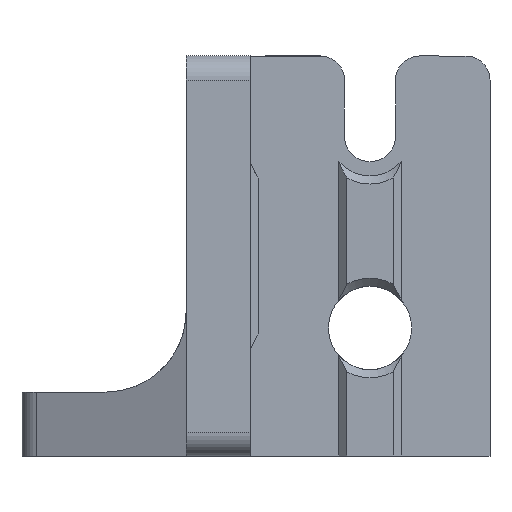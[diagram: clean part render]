
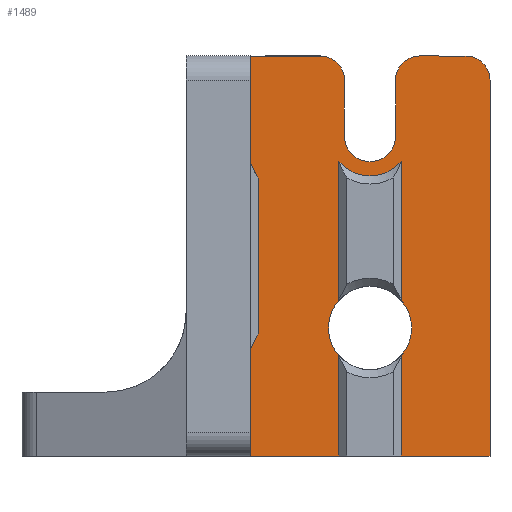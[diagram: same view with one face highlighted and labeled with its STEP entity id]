
A CAD part, front view. The second image highlights one B-rep face of the part: STEP entity #1489.
In plain terms, the highlighted planar face has unit normal (0, -1, 0).
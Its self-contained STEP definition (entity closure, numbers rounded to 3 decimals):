
#93=FACE_OUTER_BOUND('',#178,.T.);
#178=EDGE_LOOP('',(#1050,#1051,#1052,#1053,#1054,#1055,#1056,#1057,#1058,
#1059,#1060,#1061,#1062,#1063,#1064,#1065,#1066,#1067,#1068,#1069));
#274=CIRCLE('',#1607,5.2);
#275=CIRCLE('',#1608,5.);
#276=CIRCLE('',#1609,5.2);
#277=CIRCLE('',#1610,5.2);
#278=CIRCLE('',#1611,3.);
#279=CIRCLE('',#1612,3.);
#280=CIRCLE('',#1613,3.2);
#281=CIRCLE('',#1614,3.);
#340=LINE('',#2219,#471);
#344=LINE('',#2227,#475);
#362=LINE('',#2299,#493);
#364=LINE('',#2312,#495);
#366=LINE('',#2334,#497);
#367=LINE('',#2339,#498);
#368=LINE('',#2341,#499);
#369=LINE('',#2345,#500);
#370=LINE('',#2349,#501);
#371=LINE('',#2353,#502);
#372=LINE('',#2357,#503);
#373=LINE('',#2358,#504);
#471=VECTOR('',#1766,10.);
#475=VECTOR('',#1770,10.);
#493=VECTOR('',#1820,10.);
#495=VECTOR('',#1824,10.);
#497=VECTOR('',#1836,10.);
#498=VECTOR('',#1843,10.);
#499=VECTOR('',#1844,10.);
#500=VECTOR('',#1847,10.);
#501=VECTOR('',#1850,10.);
#502=VECTOR('',#1853,10.);
#503=VECTOR('',#1856,10.);
#504=VECTOR('',#1857,10.);
#603=VERTEX_POINT('',#2216);
#604=VERTEX_POINT('',#2218);
#607=VERTEX_POINT('',#2224);
#608=VERTEX_POINT('',#2226);
#640=VERTEX_POINT('',#2295);
#643=VERTEX_POINT('',#2307);
#644=VERTEX_POINT('',#2311);
#647=VERTEX_POINT('',#2320);
#649=VERTEX_POINT('',#2331);
#650=VERTEX_POINT('',#2333);
#651=VERTEX_POINT('',#2336);
#652=VERTEX_POINT('',#2340);
#653=VERTEX_POINT('',#2342);
#654=VERTEX_POINT('',#2344);
#655=VERTEX_POINT('',#2346);
#656=VERTEX_POINT('',#2348);
#657=VERTEX_POINT('',#2350);
#658=VERTEX_POINT('',#2352);
#659=VERTEX_POINT('',#2354);
#660=VERTEX_POINT('',#2356);
#758=EDGE_CURVE('',#604,#603,#340,.T.);
#762=EDGE_CURVE('',#608,#607,#344,.T.);
#796=EDGE_CURVE('',#607,#640,#362,.T.);
#800=EDGE_CURVE('',#644,#643,#364,.T.);
#807=EDGE_CURVE('',#649,#640,#274,.T.);
#808=EDGE_CURVE('',#649,#650,#366,.T.);
#809=EDGE_CURVE('',#650,#644,#275,.T.);
#810=EDGE_CURVE('',#651,#643,#276,.T.);
#811=EDGE_CURVE('',#647,#651,#277,.T.);
#812=EDGE_CURVE('',#647,#604,#367,.T.);
#813=EDGE_CURVE('',#603,#652,#368,.T.);
#814=EDGE_CURVE('',#653,#652,#278,.T.);
#815=EDGE_CURVE('',#654,#653,#369,.T.);
#816=EDGE_CURVE('',#655,#654,#279,.T.);
#817=EDGE_CURVE('',#656,#655,#370,.T.);
#818=EDGE_CURVE('',#657,#656,#280,.T.);
#819=EDGE_CURVE('',#658,#657,#371,.T.);
#820=EDGE_CURVE('',#658,#659,#281,.T.);
#821=EDGE_CURVE('',#660,#659,#372,.T.);
#822=EDGE_CURVE('',#608,#660,#373,.T.);
#1050=ORIENTED_EDGE('',*,*,#796,.T.);
#1051=ORIENTED_EDGE('',*,*,#807,.F.);
#1052=ORIENTED_EDGE('',*,*,#808,.T.);
#1053=ORIENTED_EDGE('',*,*,#809,.T.);
#1054=ORIENTED_EDGE('',*,*,#800,.T.);
#1055=ORIENTED_EDGE('',*,*,#810,.F.);
#1056=ORIENTED_EDGE('',*,*,#811,.F.);
#1057=ORIENTED_EDGE('',*,*,#812,.T.);
#1058=ORIENTED_EDGE('',*,*,#758,.T.);
#1059=ORIENTED_EDGE('',*,*,#813,.T.);
#1060=ORIENTED_EDGE('',*,*,#814,.F.);
#1061=ORIENTED_EDGE('',*,*,#815,.F.);
#1062=ORIENTED_EDGE('',*,*,#816,.F.);
#1063=ORIENTED_EDGE('',*,*,#817,.F.);
#1064=ORIENTED_EDGE('',*,*,#818,.F.);
#1065=ORIENTED_EDGE('',*,*,#819,.F.);
#1066=ORIENTED_EDGE('',*,*,#820,.T.);
#1067=ORIENTED_EDGE('',*,*,#821,.F.);
#1068=ORIENTED_EDGE('',*,*,#822,.F.);
#1069=ORIENTED_EDGE('',*,*,#762,.T.);
#1443=PLANE('',#1606);
#1489=ADVANCED_FACE('',(#93),#1443,.T.);
#1606=AXIS2_PLACEMENT_3D('',#2330,#1832,#1833);
#1607=AXIS2_PLACEMENT_3D('',#2332,#1834,#1835);
#1608=AXIS2_PLACEMENT_3D('',#2335,#1837,#1838);
#1609=AXIS2_PLACEMENT_3D('',#2337,#1839,#1840);
#1610=AXIS2_PLACEMENT_3D('',#2338,#1841,#1842);
#1611=AXIS2_PLACEMENT_3D('',#2343,#1845,#1846);
#1612=AXIS2_PLACEMENT_3D('',#2347,#1848,#1849);
#1613=AXIS2_PLACEMENT_3D('',#2351,#1851,#1852);
#1614=AXIS2_PLACEMENT_3D('',#2355,#1854,#1855);
#1766=DIRECTION('',(1.,0.,0.));
#1770=DIRECTION('',(1.,0.,0.));
#1820=DIRECTION('',(0.,0.,1.));
#1824=DIRECTION('',(0.,0.,-1.));
#1832=DIRECTION('center_axis',(0.,-1.,0.));
#1833=DIRECTION('ref_axis',(1.,0.,0.));
#1834=DIRECTION('center_axis',(0.,-1.,0.));
#1835=DIRECTION('ref_axis',(1.,0.,0.));
#1836=DIRECTION('',(0.,0.,1.));
#1837=DIRECTION('center_axis',(0.,-1.,0.));
#1838=DIRECTION('ref_axis',(1.,0.,0.));
#1839=DIRECTION('center_axis',(0.,-1.,0.));
#1840=DIRECTION('ref_axis',(1.,0.,0.));
#1841=DIRECTION('center_axis',(0.,-1.,0.));
#1842=DIRECTION('ref_axis',(1.,0.,0.));
#1843=DIRECTION('',(0.,0.,-1.));
#1844=DIRECTION('',(0.,0.,1.));
#1845=DIRECTION('center_axis',(0.,1.,0.));
#1846=DIRECTION('ref_axis',(0.707,0.,0.707));
#1847=DIRECTION('',(1.,0.,0.));
#1848=DIRECTION('center_axis',(0.,1.,0.));
#1849=DIRECTION('ref_axis',(-1.,0.,0.));
#1850=DIRECTION('',(0.,0.,1.));
#1851=DIRECTION('center_axis',(0.,-1.,0.));
#1852=DIRECTION('ref_axis',(1.,0.,0.));
#1853=DIRECTION('',(0.,0.,-1.));
#1854=DIRECTION('center_axis',(0.,-1.,0.));
#1855=DIRECTION('ref_axis',(0.,0.,1.));
#1856=DIRECTION('',(1.,0.,0.));
#1857=DIRECTION('',(0.,0.,1.));
#2216=CARTESIAN_POINT('',(87.,-8.,0.));
#2218=CARTESIAN_POINT('',(75.9,-8.,0.));
#2219=CARTESIAN_POINT('',(57.,-8.,0.));
#2224=CARTESIAN_POINT('',(68.1,-8.,0.));
#2226=CARTESIAN_POINT('',(57.,-8.,0.));
#2227=CARTESIAN_POINT('',(57.,-8.,0.));
#2295=CARTESIAN_POINT('',(68.1,-8.,12.561));
#2299=CARTESIAN_POINT('',(68.1,-8.,24.769));
#2307=CARTESIAN_POINT('',(75.9,-8.,19.439));
#2311=CARTESIAN_POINT('',(75.9,-8.,36.871));
#2312=CARTESIAN_POINT('',(75.9,-8.,0.));
#2320=CARTESIAN_POINT('',(75.9,-8.,12.561));
#2330=CARTESIAN_POINT('Origin',(57.,-8.,0.));
#2331=CARTESIAN_POINT('',(68.1,-8.,19.439));
#2332=CARTESIAN_POINT('Origin',(72.,-8.,16.));
#2333=CARTESIAN_POINT('',(68.1,-8.,36.871));
#2334=CARTESIAN_POINT('',(68.1,-8.,24.769));
#2335=CARTESIAN_POINT('Origin',(72.,-8.,40.));
#2336=CARTESIAN_POINT('',(77.2,-8.,16.));
#2337=CARTESIAN_POINT('Origin',(72.,-8.,16.));
#2338=CARTESIAN_POINT('Origin',(72.,-8.,16.));
#2339=CARTESIAN_POINT('',(75.9,-8.,0.));
#2340=CARTESIAN_POINT('',(87.,-8.,47.));
#2341=CARTESIAN_POINT('',(87.,-8.,0.));
#2342=CARTESIAN_POINT('',(84.,-8.,50.));
#2343=CARTESIAN_POINT('Origin',(84.,-8.,47.));
#2344=CARTESIAN_POINT('',(78.2,-8.,50.));
#2345=CARTESIAN_POINT('',(57.,-8.,50.));
#2346=CARTESIAN_POINT('',(75.2,-8.,47.));
#2347=CARTESIAN_POINT('Origin',(78.2,-8.,47.));
#2348=CARTESIAN_POINT('',(75.2,-8.,40.));
#2349=CARTESIAN_POINT('',(75.2,-8.,34.75));
#2350=CARTESIAN_POINT('',(68.8,-8.,40.));
#2351=CARTESIAN_POINT('Origin',(72.,-8.,40.));
#2352=CARTESIAN_POINT('',(68.8,-8.,47.));
#2353=CARTESIAN_POINT('',(68.8,-8.,38.25));
#2354=CARTESIAN_POINT('',(65.8,-8.,50.));
#2355=CARTESIAN_POINT('Origin',(65.8,-8.,47.));
#2356=CARTESIAN_POINT('',(57.,-8.,50.));
#2357=CARTESIAN_POINT('',(57.,-8.,50.));
#2358=CARTESIAN_POINT('',(57.,-8.,0.));
